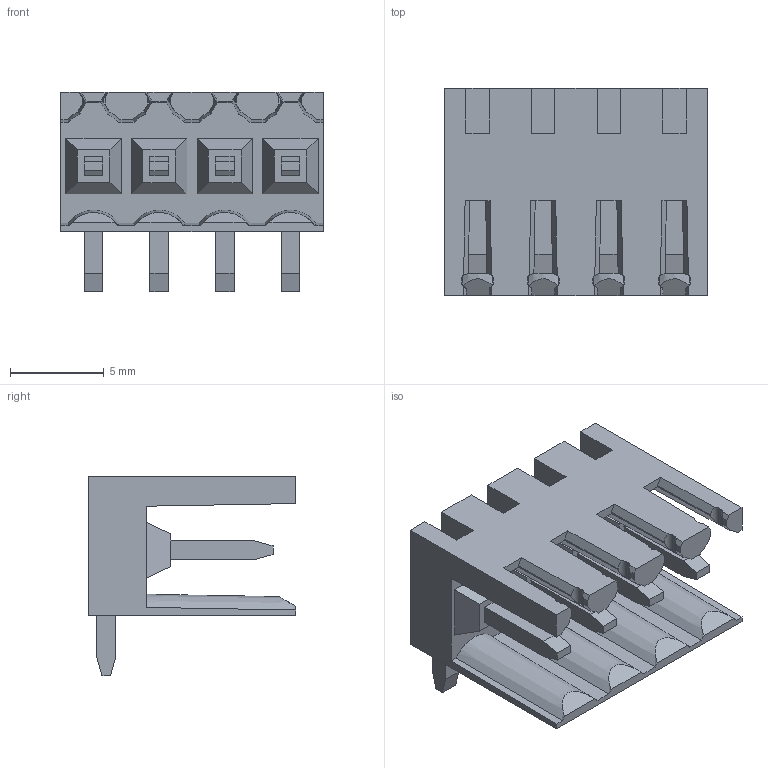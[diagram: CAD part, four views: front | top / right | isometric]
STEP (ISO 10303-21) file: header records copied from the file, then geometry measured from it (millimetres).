
FILE_DESCRIPTION(('CATIA V5 STEP Exchange','CAx-IF Rec.Pracs.--- Model Styling and Organization---1.2---2011-12-15'),'2;1');
FILE_NAME ('D1453047_0_1597230000_1597230000.stp','2018-10-10T06:00:39+00:00',('none'),('Weidmueller'),'CATIA Version 5-6 Release 2014','CATIA V5 STEP AP214','none');
FILE_SCHEMA(('AUTOMOTIVE_DESIGN { 1 0 10303 214 1 1 1 1 }'));
Length unit declared in the file: millimetre
Products named in the file (1): 1597230000
Bounding box: 14 x 11.05 x 10.65 mm (x, y, z)
Volume: 505.8 mm3; surface area: 1263 mm2
Topology: 5 solids, 5 shells, 254 faces, 743 edges, 499 vertices
Faces by surface type: plane 210, cylinder 32, cone 12
Entity records: 7904 total; most frequent: CARTESIAN_POINT 1773, ORIENTED_EDGE 1486, DIRECTION 917, EDGE_CURVE 743, VECTOR 525, LINE 525, VERTEX_POINT 499, EDGE_LOOP 262
